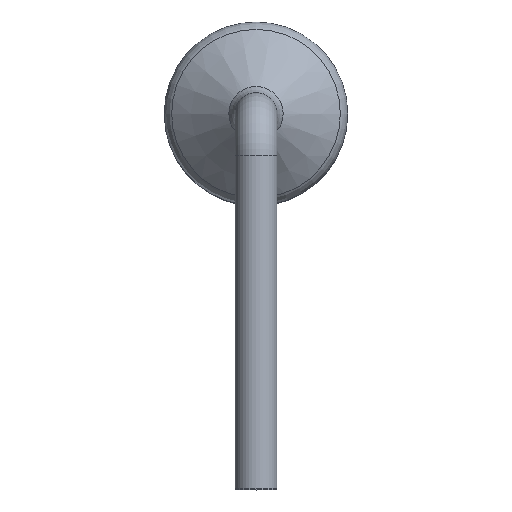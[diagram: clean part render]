
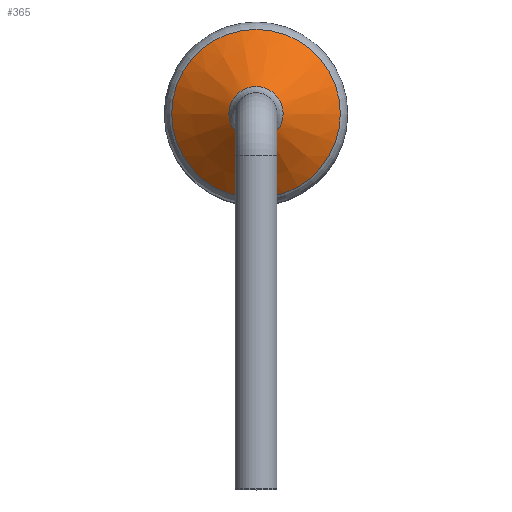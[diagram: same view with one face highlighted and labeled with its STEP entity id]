
A CAD part, top view. The second image highlights one B-rep face of the part: STEP entity #365.
In plain terms, the highlighted conical face has half-angle 50 degrees and reference radius 0.713 mm.
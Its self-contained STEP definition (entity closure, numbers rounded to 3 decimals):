
#17=CONICAL_SURFACE('',#425,0.713,50.);
#69=FACE_BOUND('',#158,.T.);
#100=FACE_OUTER_BOUND('',#157,.T.);
#157=EDGE_LOOP('',(#312));
#158=EDGE_LOOP('',(#313));
#193=CIRCLE('',#424,1.011);
#194=CIRCLE('',#426,0.325);
#224=VERTEX_POINT('',#641);
#225=VERTEX_POINT('',#644);
#255=EDGE_CURVE('',#224,#224,#193,.T.);
#256=EDGE_CURVE('',#225,#225,#194,.T.);
#312=ORIENTED_EDGE('',*,*,#256,.T.);
#313=ORIENTED_EDGE('',*,*,#255,.F.);
#365=ADVANCED_FACE('',(#100,#69),#17,.T.);
#424=AXIS2_PLACEMENT_3D('',#642,#540,#541);
#425=AXIS2_PLACEMENT_3D('',#643,#542,#543);
#426=AXIS2_PLACEMENT_3D('',#645,#544,#545);
#540=DIRECTION('center_axis',(0.,0.,-1.));
#541=DIRECTION('ref_axis',(-1.,0.,0.));
#542=DIRECTION('center_axis',(0.,0.,-1.));
#543=DIRECTION('ref_axis',(-1.,0.,0.));
#544=DIRECTION('center_axis',(0.,0.,-1.));
#545=DIRECTION('ref_axis',(-1.,0.,0.));
#641=CARTESIAN_POINT('',(1.011,0.,2.425));
#642=CARTESIAN_POINT('Origin',(0.,0.,2.425));
#643=CARTESIAN_POINT('Origin',(0.,0.,2.675));
#644=CARTESIAN_POINT('',(0.325,0.,3.));
#645=CARTESIAN_POINT('Origin',(0.,0.,3.));
